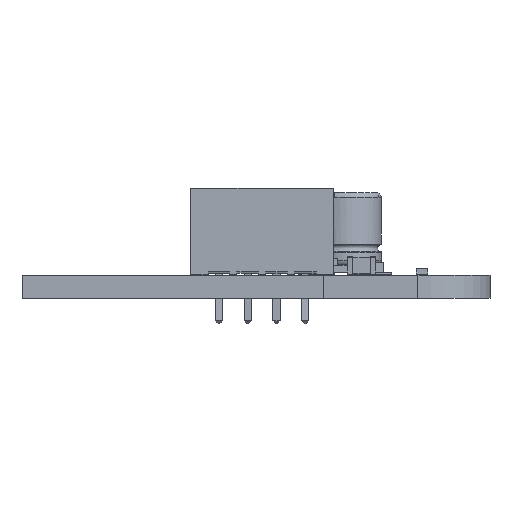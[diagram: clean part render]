
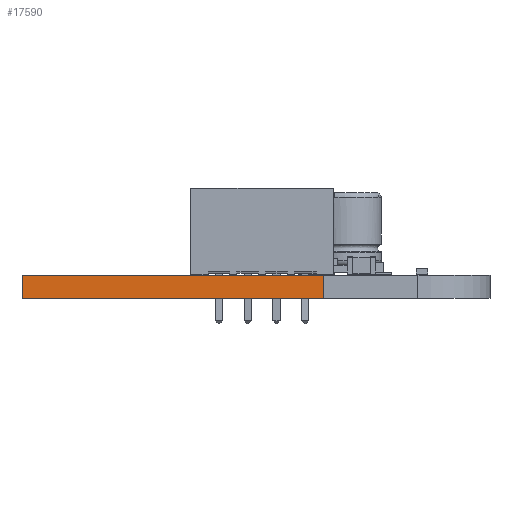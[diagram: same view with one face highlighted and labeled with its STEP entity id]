
A CAD part, left-side view. The second image highlights one B-rep face of the part: STEP entity #17590.
In plain terms, the highlighted planar face has unit normal (-1, 0, 0).
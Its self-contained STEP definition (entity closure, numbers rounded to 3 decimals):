
#17590 = ADVANCED_FACE('',(#17591),#17605,.T.);
#17591 = FACE_BOUND('',#17592,.T.);
#17592 = EDGE_LOOP('',(#17593,#17628,#17656,#17684));
#17593 = ORIENTED_EDGE('',*,*,#17594,.T.);
#17594 = EDGE_CURVE('',#17595,#17597,#17599,.T.);
#17595 = VERTEX_POINT('',#17596);
#17596 = CARTESIAN_POINT('',(225.044,-76.827,0.));
#17597 = VERTEX_POINT('',#17598);
#17598 = CARTESIAN_POINT('',(225.044,-76.827,1.6));
#17599 = SURFACE_CURVE('',#17600,(#17604,#17616),.PCURVE_S1.);
#17600 = LINE('',#17601,#17602);
#17601 = CARTESIAN_POINT('',(225.044,-76.827,0.));
#17602 = VECTOR('',#17603,1.);
#17603 = DIRECTION('',(0.,0.,1.));
#17604 = PCURVE('',#17605,#17610);
#17605 = PLANE('',#17606);
#17606 = AXIS2_PLACEMENT_3D('',#17607,#17608,#17609);
#17607 = CARTESIAN_POINT('',(225.044,-76.827,0.));
#17608 = DIRECTION('',(-1.,0.,0.));
#17609 = DIRECTION('',(0.,1.,0.));
#17610 = DEFINITIONAL_REPRESENTATION('',(#17611),#17615);
#17611 = LINE('',#17612,#17613);
#17612 = CARTESIAN_POINT('',(0.,0.));
#17613 = VECTOR('',#17614,1.);
#17614 = DIRECTION('',(0.,-1.));
#17615 = ( GEOMETRIC_REPRESENTATION_CONTEXT(2) 
PARAMETRIC_REPRESENTATION_CONTEXT() REPRESENTATION_CONTEXT('2D SPACE',''
  ) );
#17616 = PCURVE('',#17617,#17622);
#17617 = PLANE('',#17618);
#17618 = AXIS2_PLACEMENT_3D('',#17619,#17620,#17621);
#17619 = CARTESIAN_POINT('',(209.932,-76.827,0.));
#17620 = DIRECTION('',(0.,1.,0.));
#17621 = DIRECTION('',(1.,0.,0.));
#17622 = DEFINITIONAL_REPRESENTATION('',(#17623),#17627);
#17623 = LINE('',#17624,#17625);
#17624 = CARTESIAN_POINT('',(15.112,0.));
#17625 = VECTOR('',#17626,1.);
#17626 = DIRECTION('',(0.,-1.));
#17627 = ( GEOMETRIC_REPRESENTATION_CONTEXT(2) 
PARAMETRIC_REPRESENTATION_CONTEXT() REPRESENTATION_CONTEXT('2D SPACE',''
  ) );
#17628 = ORIENTED_EDGE('',*,*,#17629,.T.);
#17629 = EDGE_CURVE('',#17597,#17630,#17632,.T.);
#17630 = VERTEX_POINT('',#17631);
#17631 = CARTESIAN_POINT('',(225.044,-55.915,1.6));
#17632 = SURFACE_CURVE('',#17633,(#17637,#17644),.PCURVE_S1.);
#17633 = LINE('',#17634,#17635);
#17634 = CARTESIAN_POINT('',(225.044,-76.827,1.6));
#17635 = VECTOR('',#17636,1.);
#17636 = DIRECTION('',(0.,1.,0.));
#17637 = PCURVE('',#17605,#17638);
#17638 = DEFINITIONAL_REPRESENTATION('',(#17639),#17643);
#17639 = LINE('',#17640,#17641);
#17640 = CARTESIAN_POINT('',(0.,-1.6));
#17641 = VECTOR('',#17642,1.);
#17642 = DIRECTION('',(1.,0.));
#17643 = ( GEOMETRIC_REPRESENTATION_CONTEXT(2) 
PARAMETRIC_REPRESENTATION_CONTEXT() REPRESENTATION_CONTEXT('2D SPACE',''
  ) );
#17644 = PCURVE('',#17645,#17650);
#17645 = PLANE('',#17646);
#17646 = AXIS2_PLACEMENT_3D('',#17647,#17648,#17649);
#17647 = CARTESIAN_POINT('',(233.867,-74.055,1.6));
#17648 = DIRECTION('',(-0.,-0.,-1.));
#17649 = DIRECTION('',(-1.,0.,0.));
#17650 = DEFINITIONAL_REPRESENTATION('',(#17651),#17655);
#17651 = LINE('',#17652,#17653);
#17652 = CARTESIAN_POINT('',(8.823,-2.772));
#17653 = VECTOR('',#17654,1.);
#17654 = DIRECTION('',(0.,1.));
#17655 = ( GEOMETRIC_REPRESENTATION_CONTEXT(2) 
PARAMETRIC_REPRESENTATION_CONTEXT() REPRESENTATION_CONTEXT('2D SPACE',''
  ) );
#17656 = ORIENTED_EDGE('',*,*,#17657,.F.);
#17657 = EDGE_CURVE('',#17658,#17630,#17660,.T.);
#17658 = VERTEX_POINT('',#17659);
#17659 = CARTESIAN_POINT('',(225.044,-55.915,0.));
#17660 = SURFACE_CURVE('',#17661,(#17665,#17672),.PCURVE_S1.);
#17661 = LINE('',#17662,#17663);
#17662 = CARTESIAN_POINT('',(225.044,-55.915,0.));
#17663 = VECTOR('',#17664,1.);
#17664 = DIRECTION('',(0.,0.,1.));
#17665 = PCURVE('',#17605,#17666);
#17666 = DEFINITIONAL_REPRESENTATION('',(#17667),#17671);
#17667 = LINE('',#17668,#17669);
#17668 = CARTESIAN_POINT('',(20.912,0.));
#17669 = VECTOR('',#17670,1.);
#17670 = DIRECTION('',(0.,-1.));
#17671 = ( GEOMETRIC_REPRESENTATION_CONTEXT(2) 
PARAMETRIC_REPRESENTATION_CONTEXT() REPRESENTATION_CONTEXT('2D SPACE',''
  ) );
#17672 = PCURVE('',#17673,#17678);
#17673 = PLANE('',#17674);
#17674 = AXIS2_PLACEMENT_3D('',#17675,#17676,#17677);
#17675 = CARTESIAN_POINT('',(225.044,-55.915,0.));
#17676 = DIRECTION('',(0.,1.,0.));
#17677 = DIRECTION('',(1.,0.,0.));
#17678 = DEFINITIONAL_REPRESENTATION('',(#17679),#17683);
#17679 = LINE('',#17680,#17681);
#17680 = CARTESIAN_POINT('',(0.,0.));
#17681 = VECTOR('',#17682,1.);
#17682 = DIRECTION('',(0.,-1.));
#17683 = ( GEOMETRIC_REPRESENTATION_CONTEXT(2) 
PARAMETRIC_REPRESENTATION_CONTEXT() REPRESENTATION_CONTEXT('2D SPACE',''
  ) );
#17684 = ORIENTED_EDGE('',*,*,#17685,.F.);
#17685 = EDGE_CURVE('',#17595,#17658,#17686,.T.);
#17686 = SURFACE_CURVE('',#17687,(#17691,#17698),.PCURVE_S1.);
#17687 = LINE('',#17688,#17689);
#17688 = CARTESIAN_POINT('',(225.044,-76.827,0.));
#17689 = VECTOR('',#17690,1.);
#17690 = DIRECTION('',(0.,1.,0.));
#17691 = PCURVE('',#17605,#17692);
#17692 = DEFINITIONAL_REPRESENTATION('',(#17693),#17697);
#17693 = LINE('',#17694,#17695);
#17694 = CARTESIAN_POINT('',(0.,0.));
#17695 = VECTOR('',#17696,1.);
#17696 = DIRECTION('',(1.,0.));
#17697 = ( GEOMETRIC_REPRESENTATION_CONTEXT(2) 
PARAMETRIC_REPRESENTATION_CONTEXT() REPRESENTATION_CONTEXT('2D SPACE',''
  ) );
#17698 = PCURVE('',#17699,#17704);
#17699 = PLANE('',#17700);
#17700 = AXIS2_PLACEMENT_3D('',#17701,#17702,#17703);
#17701 = CARTESIAN_POINT('',(233.867,-74.055,0.));
#17702 = DIRECTION('',(-0.,-0.,-1.));
#17703 = DIRECTION('',(-1.,0.,0.));
#17704 = DEFINITIONAL_REPRESENTATION('',(#17705),#17709);
#17705 = LINE('',#17706,#17707);
#17706 = CARTESIAN_POINT('',(8.823,-2.772));
#17707 = VECTOR('',#17708,1.);
#17708 = DIRECTION('',(0.,1.));
#17709 = ( GEOMETRIC_REPRESENTATION_CONTEXT(2) 
PARAMETRIC_REPRESENTATION_CONTEXT() REPRESENTATION_CONTEXT('2D SPACE',''
  ) );
